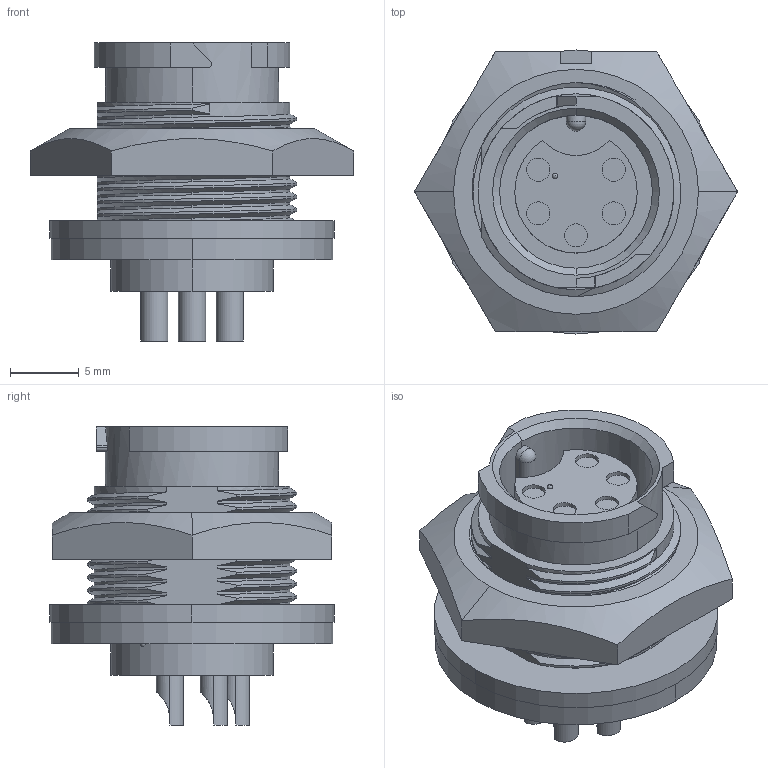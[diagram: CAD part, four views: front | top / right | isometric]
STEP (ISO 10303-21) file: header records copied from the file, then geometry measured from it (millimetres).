
FILE_DESCRIPTION (( 'STEP AP203' ), '1' );
FILE_NAME ('W7282-5SG-P-3ES.STEP', '2021-10-29T16:33:21', ( '' ), ( '' ), 'SwSTEP 2.0', 'SolidWorks 2020', '' );
FILE_SCHEMA (( 'CONFIG_CONTROL_DESIGN' ));
Length unit declared in the file: millimetre
Products named in the file (1): W7282-5SG-P-3ES
Bounding box: 23.46 x 20.62 x 21.64 mm (x, y, z)
Volume: 3353.3 mm3; surface area: 3137 mm2
Topology: 2 solids, 2 shells, 171 faces, 438 edges, 287 vertices
Faces by surface type: cylinder 94, plane 48, bspline 22, cone 4, sphere 3
Entity records: 11541 total; most frequent: CARTESIAN_POINT 7744, ORIENTED_EDGE 864, DIRECTION 669, EDGE_CURVE 432, VERTEX_POINT 284, AXIS2_PLACEMENT_3D 246, EDGE_LOOP 192, LINE 177
